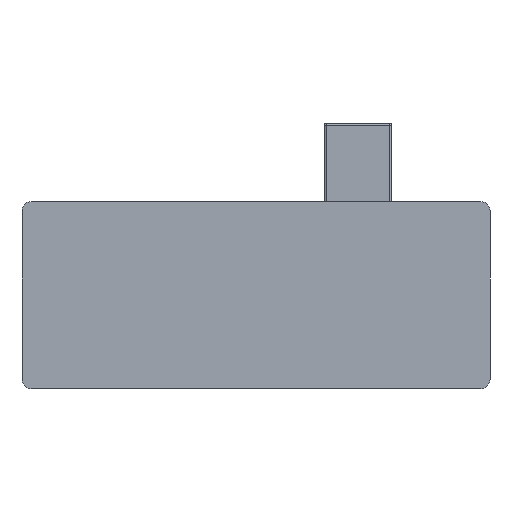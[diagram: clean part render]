
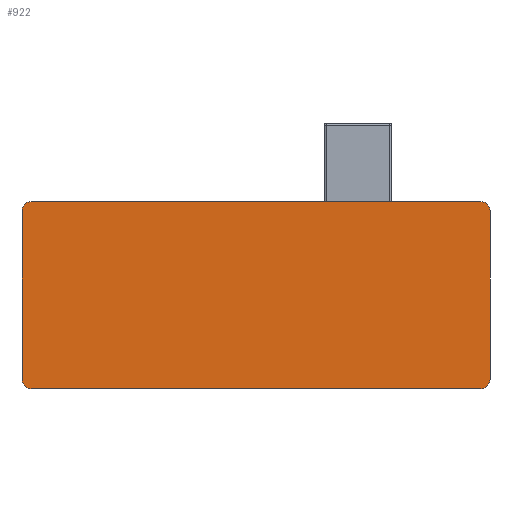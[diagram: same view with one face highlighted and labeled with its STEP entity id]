
A CAD part, front view. The second image highlights one B-rep face of the part: STEP entity #922.
In plain terms, the highlighted planar face has unit normal (0, -1, 0).
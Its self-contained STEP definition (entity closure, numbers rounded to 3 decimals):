
#73=CARTESIAN_POINT('',(174.5,51.,-45.));
#74=DIRECTION('',(0.,-1.,0.));
#75=DIRECTION('',(0.,0.,-1.));
#76=AXIS2_PLACEMENT_3D('',#73,#74,#75);
#78=DIRECTION('',(-1.,0.,0.));
#79=VECTOR('',#78,240.);
#80=CARTESIAN_POINT('',(174.5,51.,-50.));
#81=LINE('',#80,#79);
#82=CARTESIAN_POINT('',(-65.5,51.,-45.));
#83=DIRECTION('',(0.,-1.,0.));
#84=DIRECTION('',(-1.,0.,0.));
#85=AXIS2_PLACEMENT_3D('',#82,#83,#84);
#87=DIRECTION('',(0.,0.,1.));
#88=VECTOR('',#87,90.);
#89=CARTESIAN_POINT('',(-70.5,51.,-45.));
#90=LINE('',#89,#88);
#91=CARTESIAN_POINT('',(-65.5,51.,45.));
#92=DIRECTION('',(0.,-1.,0.));
#93=DIRECTION('',(0.,0.,1.));
#94=AXIS2_PLACEMENT_3D('',#91,#92,#93);
#96=DIRECTION('',(1.,0.,0.));
#97=VECTOR('',#96,240.);
#98=CARTESIAN_POINT('',(-65.5,51.,50.));
#99=LINE('',#98,#97);
#100=CARTESIAN_POINT('',(174.5,51.,45.));
#101=DIRECTION('',(0.,-1.,0.));
#102=DIRECTION('',(1.,0.,0.));
#103=AXIS2_PLACEMENT_3D('',#100,#101,#102);
#105=DIRECTION('',(0.,0.,-1.));
#106=VECTOR('',#105,90.);
#107=CARTESIAN_POINT('',(179.5,51.,45.));
#108=LINE('',#107,#106);
#735=CARTESIAN_POINT('',(174.5,51.,-50.));
#736=CARTESIAN_POINT('',(179.5,51.,-45.));
#737=VERTEX_POINT('',#735);
#738=VERTEX_POINT('',#736);
#743=CARTESIAN_POINT('',(-70.5,51.,-45.));
#744=CARTESIAN_POINT('',(-65.5,51.,-50.));
#745=VERTEX_POINT('',#743);
#746=VERTEX_POINT('',#744);
#751=CARTESIAN_POINT('',(-65.5,51.,50.));
#752=CARTESIAN_POINT('',(-70.5,51.,45.));
#753=VERTEX_POINT('',#751);
#754=VERTEX_POINT('',#752);
#759=CARTESIAN_POINT('',(179.5,51.,45.));
#760=CARTESIAN_POINT('',(174.5,51.,50.));
#761=VERTEX_POINT('',#759);
#762=VERTEX_POINT('',#760);
#900=CARTESIAN_POINT('',(0.,51.,0.));
#901=DIRECTION('',(0.,-1.,0.));
#902=DIRECTION('',(-1.,0.,0.));
#903=AXIS2_PLACEMENT_3D('',#900,#901,#902);
#904=PLANE('',#903);
#905=ORIENTED_EDGE('',*,*,#883,.F.);
#907=ORIENTED_EDGE('',*,*,#906,.T.);
#909=ORIENTED_EDGE('',*,*,#908,.F.);
#911=ORIENTED_EDGE('',*,*,#910,.T.);
#913=ORIENTED_EDGE('',*,*,#912,.F.);
#915=ORIENTED_EDGE('',*,*,#914,.T.);
#917=ORIENTED_EDGE('',*,*,#916,.F.);
#919=ORIENTED_EDGE('',*,*,#918,.T.);
#920=EDGE_LOOP('',(#905,#907,#909,#911,#913,#915,#917,#919));
#921=FACE_OUTER_BOUND('',#920,.F.);
#922=ADVANCED_FACE('',(#921),#904,.T.);
#77=CIRCLE('',#76,5.);
#86=CIRCLE('',#85,5.);
#95=CIRCLE('',#94,5.);
#104=CIRCLE('',#103,5.);
#883=EDGE_CURVE('',#737,#738,#77,.T.);
#906=EDGE_CURVE('',#737,#746,#81,.T.);
#908=EDGE_CURVE('',#745,#746,#86,.T.);
#910=EDGE_CURVE('',#745,#754,#90,.T.);
#912=EDGE_CURVE('',#753,#754,#95,.T.);
#914=EDGE_CURVE('',#753,#762,#99,.T.);
#916=EDGE_CURVE('',#761,#762,#104,.T.);
#918=EDGE_CURVE('',#761,#738,#108,.T.);
